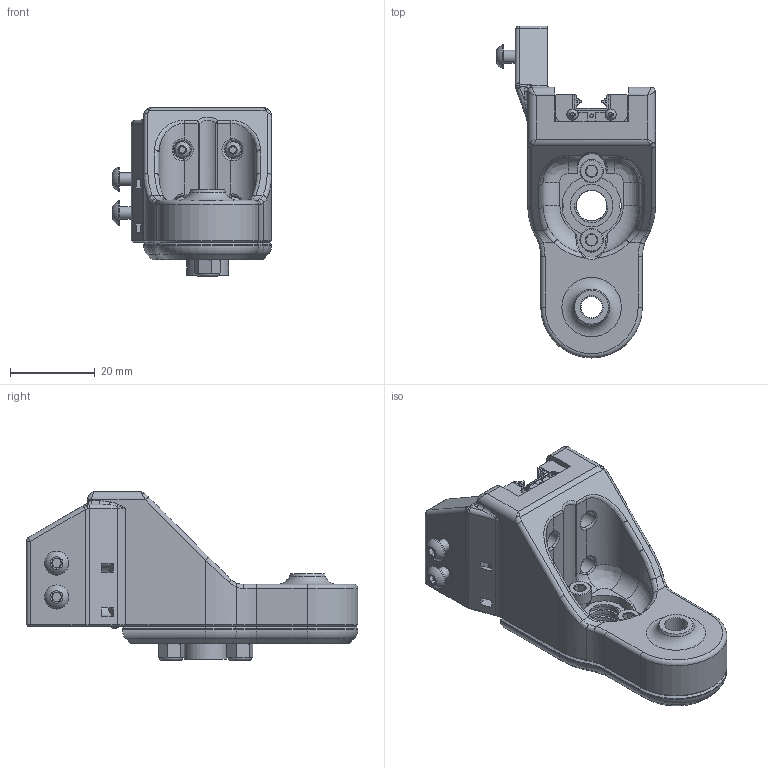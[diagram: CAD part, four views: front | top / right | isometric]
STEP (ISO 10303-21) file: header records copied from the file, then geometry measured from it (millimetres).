
FILE_DESCRIPTION(/* description */ (''),/* implementation_level */ '2;1');
FILE_NAME(/* name */ 'Z_Carriage_Rear.step',/* time_stamp */ '2022-02-14T20:06:08-05:00',/* author */ (''),/* organization */ (''),/* preprocessor_version */ 'ST-DEVELOPER v18.1',/* originating_system */ 'Autodesk Translation Framework v10.13.0.1454',/* authorisation */ '');
FILE_SCHEMA (('AUTOMOTIVE_DESIGN { 1 0 10303 214 3 1 1 }'));
Length unit declared in the file: millimetre
Products named in the file (19): Z_Carriage_Rear; M3x12 SHCS (62); M3x12 SHCS (4); M3 Locknut (1); M3 Locknut (2); M5 Hex Nut (2); Leadscrew Nut; MGN7-H-1; M2x6 BHCS; M3x6 BHCS; M3x6 BHCS_1; z_carriage_rear_1; M3 Heatset; [a]_z_rear_carriage; M3x6 BHCS_2; M3x6 BHCS_3; M3x6 BHCS_4; M3x6 BHCS_5; M3x6 BHCS_6
Assembly tree (31 placements, depth 3):
  Z_Carriage_Rear
    M3x12 SHCS (62)
    M3x12 SHCS (4)
    M3 Locknut (1)
    M3 Locknut (2)
    M5 Hex Nut (2)
    Leadscrew Nut
    MGN7-H-1
    M2x6 BHCS  x4
    M3x6 BHCS
      M3x6 BHCS_6
    M3x6 BHCS_1
      M3x6 BHCS_6
    z_carriage_rear_1
    M3 Heatset  x6
    [a]_z_rear_carriage
    M3x6 BHCS_2
      M3x6 BHCS_6
    M3x6 BHCS_3
      M3x6 BHCS_6
    M3x6 BHCS_4
      M3x6 BHCS_6
    M3x6 BHCS_5
      M3x6 BHCS_6
Bounding box: 37.57 x 78.4 x 39.91 mm (x, y, z)
Volume: 31429.1 mm3; surface area: 20023.8 mm2
Topology: 35 solids, 35 shells, 2337 faces, 6228 edges, 4024 vertices
Faces by surface type: bspline 919, cylinder 641, plane 525, cone 213, torus 27, sphere 12
Full cylindrical faces by diameter (mm): 0.8 x4, 2 x12, 2.35 x2, 2.538 x1, 2.594 x6, 2.659 x4, 3 x23, 3.2 x4, 3.352 x1, 3.456 x1, 3.8 x4, 4.2 x4, 4.7 x6, 5 x1, 5.05 x6, 5.16 x6, 5.4 x1, 5.5 x2, 5.56 x6, 5.7 x6, 6 x4, 7.211 x5, 8 x5, 10 x2, 22 x1, 23.6 x1
Entity records: 44184 total; most frequent: CARTESIAN_POINT 17793, ORIENTED_EDGE 5500, DIRECTION 5380, EDGE_CURVE 2750, AXIS2_PLACEMENT_3D 2013, VERTEX_POINT 1723, LINE 1354, VECTOR 1354
